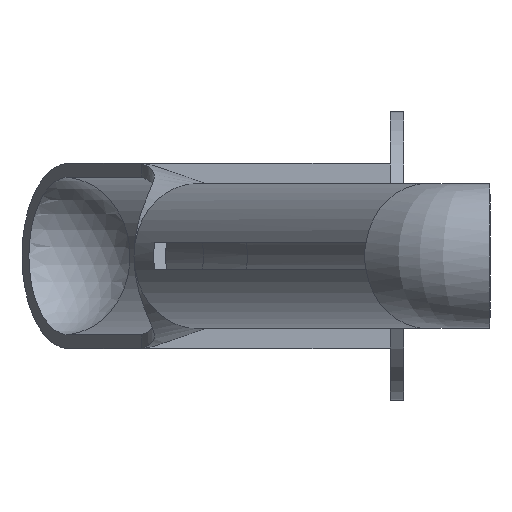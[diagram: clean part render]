
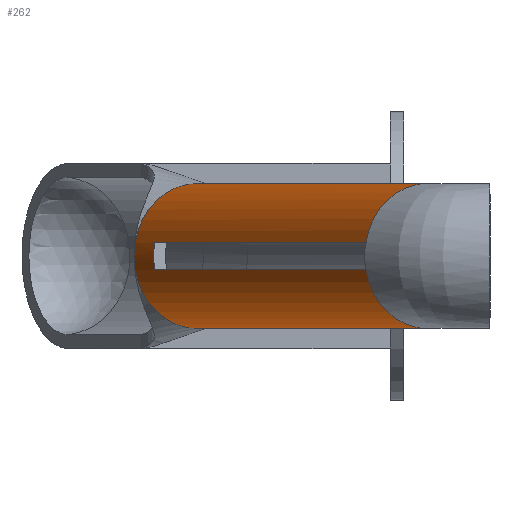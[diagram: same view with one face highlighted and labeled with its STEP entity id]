
A CAD part, left-side view. The second image highlights one B-rep face of the part: STEP entity #262.
In plain terms, the highlighted cylindrical face has radius 9.25 mm (diameter 18.5 mm), a full revolution.
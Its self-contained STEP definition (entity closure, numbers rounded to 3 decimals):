
#73=CARTESIAN_POINT('',(18.513,31.858,-1.75));
#74=VERTEX_POINT('',#73);
#75=CARTESIAN_POINT('',(18.513,31.858,1.75));
#76=VERTEX_POINT('',#75);
#77=CARTESIAN_POINT('',(23.054,23.991,0.0));
#78=DIRECTION('',(0.866,0.5,0.0));
#79=DIRECTION('',(0.0,0.0,-1.0));
#80=AXIS2_PLACEMENT_3D('',#77,#78,#79);
#81=CIRCLE('',#80,9.25);
#82=EDGE_CURVE('',#74,#76,#81,.T.);
#115=CARTESIAN_POINT('',(-28.219,4.877,1.75));
#116=VERTEX_POINT('',#115);
#117=CARTESIAN_POINT('',(18.513,31.858,1.75));
#118=DIRECTION('',(-0.866,-0.5,0.0));
#119=VECTOR('',#118,53.962);
#120=LINE('',#117,#119);
#121=EDGE_CURVE('',#76,#116,#120,.T.);
#146=CARTESIAN_POINT('',(-28.219,4.877,-1.75));
#147=VERTEX_POINT('',#146);
#179=CARTESIAN_POINT('',(-28.219,4.877,-1.75));
#180=DIRECTION('',(0.866,0.5,0.0));
#181=VECTOR('',#180,53.962);
#182=LINE('',#179,#181);
#183=EDGE_CURVE('',#147,#74,#182,.T.);
#225=CARTESIAN_POINT('',(27.385,26.491,0.0));
#226=DIRECTION('',(-0.866,-0.5,0.0));
#227=DIRECTION('',(0.0,0.0,-1.0));
#228=AXIS2_PLACEMENT_3D('',#225,#226,#227);
#229=CYLINDRICAL_SURFACE('',#228,9.25);
#230=CARTESIAN_POINT('',(22.76,34.502,0.0));
#231=VERTEX_POINT('',#230);
#232=CARTESIAN_POINT('',(27.385,26.491,0.0));
#233=DIRECTION('',(0.866,0.5,0.0));
#234=DIRECTION('',(0.5,-0.866,0.0));
#235=AXIS2_PLACEMENT_3D('',#232,#233,#234);
#236=CIRCLE('',#235,9.25);
#237=EDGE_CURVE('',#231,#231,#236,.T.);
#238=ORIENTED_EDGE('',*,*,#237,.F.);
#239=EDGE_LOOP('',(#238));
#240=FACE_OUTER_BOUND('',#239,.T.);
#241=ORIENTED_EDGE('',*,*,#183,.T.);
#242=ORIENTED_EDGE('',*,*,#82,.T.);
#243=ORIENTED_EDGE('',*,*,#121,.T.);
#244=CARTESIAN_POINT('',(-19.053,-11.,0.0));
#245=VERTEX_POINT('',#244);
#246=CARTESIAN_POINT('',(-23.678,-2.989,0.0));
#247=DIRECTION('',(0.866,0.5,0.0));
#248=DIRECTION('',(0.0,0.0,-1.0));
#249=AXIS2_PLACEMENT_3D('',#246,#247,#248);
#250=CIRCLE('',#249,9.25);
#251=EDGE_CURVE('',#116,#245,#250,.T.);
#252=ORIENTED_EDGE('',*,*,#251,.T.);
#253=CARTESIAN_POINT('',(-23.678,-2.989,0.0));
#254=DIRECTION('',(0.866,0.5,0.0));
#255=DIRECTION('',(0.0,0.0,-1.0));
#256=AXIS2_PLACEMENT_3D('',#253,#254,#255);
#257=CIRCLE('',#256,9.25);
#258=EDGE_CURVE('',#245,#147,#257,.T.);
#259=ORIENTED_EDGE('',*,*,#258,.T.);
#260=EDGE_LOOP('',(#241,#242,#243,#252,#259));
#261=FACE_BOUND('',#260,.T.);
#262=ADVANCED_FACE('',(#240,#261),#229,.T.);
